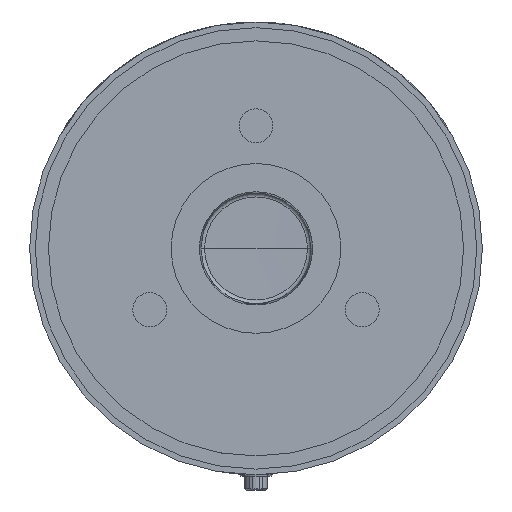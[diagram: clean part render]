
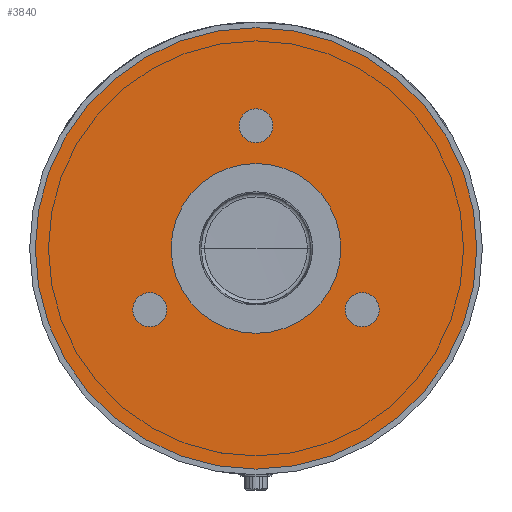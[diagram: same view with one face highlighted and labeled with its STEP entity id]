
A CAD part, front view. The second image highlights one B-rep face of the part: STEP entity #3840.
In plain terms, the highlighted planar face has unit normal (0, -1, 0).
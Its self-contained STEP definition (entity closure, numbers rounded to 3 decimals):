
#25 = EDGE_LOOP ( 'NONE', ( #929, #2963 ) ) ;
#33 = AXIS2_PLACEMENT_3D ( 'NONE', #1827, #1893, #4980 ) ;
#38 = EDGE_LOOP ( 'NONE', ( #899, #2906 ) ) ;
#125 = EDGE_CURVE ( 'NONE', #643, #4179, #3204, .T. ) ;
#139 = CIRCLE ( 'NONE', #5601, 4.5 ) ;
#148 = DIRECTION ( 'NONE',  ( 0., 1., 0. ) ) ;
#171 = CARTESIAN_POINT ( 'NONE',  ( 16.25, 0., 28.146 ) ) ;
#245 = CARTESIAN_POINT ( 'NONE',  ( -32.5, 0., -4.5 ) ) ;
#249 = CIRCLE ( 'NONE', #5223, 22.5 ) ;
#346 = VERTEX_POINT ( 'NONE', #4766 ) ;
#430 = EDGE_LOOP ( 'NONE', ( #2121, #2278 ) ) ;
#442 = FACE_OUTER_BOUND ( 'NONE', #1174, .T. ) ;
#588 = DIRECTION ( 'NONE',  ( 0., 0., 1. ) ) ;
#621 = CARTESIAN_POINT ( 'NONE',  ( 0., 0., 22.5 ) ) ;
#628 = VERTEX_POINT ( 'NONE', #3349 ) ;
#637 = DIRECTION ( 'NONE',  ( 0., 0., 1. ) ) ;
#643 = VERTEX_POINT ( 'NONE', #882 ) ;
#770 = DIRECTION ( 'NONE',  ( 0., 0., 1. ) ) ;
#778 = EDGE_CURVE ( 'NONE', #1147, #4018, #5359, .T. ) ;
#799 = CARTESIAN_POINT ( 'NONE',  ( 0., 0., 0. ) ) ;
#853 = EDGE_CURVE ( 'NONE', #4018, #1147, #4807, .T. ) ;
#879 = CARTESIAN_POINT ( 'NONE',  ( 0., 0., 58.5 ) ) ;
#882 = CARTESIAN_POINT ( 'NONE',  ( 0., 0., -22.5 ) ) ;
#899 = ORIENTED_EDGE ( 'NONE', *, *, #3410, .T. ) ;
#929 = ORIENTED_EDGE ( 'NONE', *, *, #778, .T. ) ;
#1027 = CIRCLE ( 'NONE', #4302, 58.5 ) ;
#1147 = VERTEX_POINT ( 'NONE', #245 ) ;
#1174 = EDGE_LOOP ( 'NONE', ( #3596, #3257 ) ) ;
#1354 = CIRCLE ( 'NONE', #33, 4.5 ) ;
#1427 = DIRECTION ( 'NONE',  ( 0., 0., 1. ) ) ;
#1440 = CARTESIAN_POINT ( 'NONE',  ( -32.5, 0., 4.5 ) ) ;
#1441 = DIRECTION ( 'NONE',  ( 0., 0., 1. ) ) ;
#1504 = DIRECTION ( 'NONE',  ( 0., 1., 0. ) ) ;
#1575 = EDGE_CURVE ( 'NONE', #4411, #4010, #3235, .T. ) ;
#1611 = DIRECTION ( 'NONE',  ( 0., 1., 0. ) ) ;
#1727 = AXIS2_PLACEMENT_3D ( 'NONE', #171, #2851, #3314 ) ;
#1827 = CARTESIAN_POINT ( 'NONE',  ( 16.25, 0., 28.146 ) ) ;
#1893 = DIRECTION ( 'NONE',  ( 0., 1., 0. ) ) ;
#1923 = CARTESIAN_POINT ( 'NONE',  ( 0., 0., 0. ) ) ;
#2010 = EDGE_LOOP ( 'NONE', ( #2767, #2195 ) ) ;
#2098 = DIRECTION ( 'NONE',  ( 0., 0., 1. ) ) ;
#2121 = ORIENTED_EDGE ( 'NONE', *, *, #3642, .T. ) ;
#2195 = ORIENTED_EDGE ( 'NONE', *, *, #4920, .T. ) ;
#2278 = ORIENTED_EDGE ( 'NONE', *, *, #1575, .T. ) ;
#2405 = AXIS2_PLACEMENT_3D ( 'NONE', #5353, #4469, #5290 ) ;
#2545 = CARTESIAN_POINT ( 'NONE',  ( 16.25, 0., -28.146 ) ) ;
#2597 = FACE_BOUND ( 'NONE', #430, .T. ) ;
#2600 = DIRECTION ( 'NONE',  ( 0., 1., 0. ) ) ;
#2767 = ORIENTED_EDGE ( 'NONE', *, *, #125, .T. ) ;
#2835 = EDGE_CURVE ( 'NONE', #346, #3825, #3613, .T. ) ;
#2839 = AXIS2_PLACEMENT_3D ( 'NONE', #3752, #5525, #3721 ) ;
#2851 = DIRECTION ( 'NONE',  ( 0., 1., 0. ) ) ;
#2906 = ORIENTED_EDGE ( 'NONE', *, *, #3933, .T. ) ;
#2963 = ORIENTED_EDGE ( 'NONE', *, *, #853, .T. ) ;
#2973 = CARTESIAN_POINT ( 'NONE',  ( 0., 0., 0. ) ) ;
#3021 = DIRECTION ( 'NONE',  ( 0., 0., 1. ) ) ;
#3043 = CARTESIAN_POINT ( 'NONE',  ( 16.25, 0., -28.146 ) ) ;
#3120 = FACE_BOUND ( 'NONE', #38, .T. ) ;
#3204 = CIRCLE ( 'NONE', #4418, 22.5 ) ;
#3235 = CIRCLE ( 'NONE', #5028, 4.5 ) ;
#3255 = DIRECTION ( 'NONE',  ( 0., 1., 0. ) ) ;
#3257 = ORIENTED_EDGE ( 'NONE', *, *, #5417, .F. ) ;
#3314 = DIRECTION ( 'NONE',  ( 0., 0., 1. ) ) ;
#3329 = CIRCLE ( 'NONE', #1727, 4.5 ) ;
#3349 = CARTESIAN_POINT ( 'NONE',  ( 16.25, 0., 23.646 ) ) ;
#3410 = EDGE_CURVE ( 'NONE', #628, #3565, #3329, .T. ) ;
#3505 = CARTESIAN_POINT ( 'NONE',  ( 16.25, 0., 32.646 ) ) ;
#3565 = VERTEX_POINT ( 'NONE', #3505 ) ;
#3596 = ORIENTED_EDGE ( 'NONE', *, *, #2835, .F. ) ;
#3613 = CIRCLE ( 'NONE', #4654, 58.5 ) ;
#3642 = EDGE_CURVE ( 'NONE', #4010, #4411, #139, .T. ) ;
#3721 = DIRECTION ( 'NONE',  ( 0., 0., 1. ) ) ;
#3752 = CARTESIAN_POINT ( 'NONE',  ( -32.5, 0., 0. ) ) ;
#3825 = VERTEX_POINT ( 'NONE', #879 ) ;
#3840 = ADVANCED_FACE ( 'NONE', ( #442, #4438, #5321, #2597, #3120 ), #4349, .F. ) ;
#3933 = EDGE_CURVE ( 'NONE', #3565, #628, #1354, .T. ) ;
#3960 = CARTESIAN_POINT ( 'NONE',  ( 16.25, 0., -23.646 ) ) ;
#4010 = VERTEX_POINT ( 'NONE', #5479 ) ;
#4018 = VERTEX_POINT ( 'NONE', #1440 ) ;
#4179 = VERTEX_POINT ( 'NONE', #621 ) ;
#4302 = AXIS2_PLACEMENT_3D ( 'NONE', #799, #5781, #770 ) ;
#4349 = PLANE ( 'NONE',  #2405 ) ;
#4411 = VERTEX_POINT ( 'NONE', #3960 ) ;
#4418 = AXIS2_PLACEMENT_3D ( 'NONE', #1923, #1504, #1441 ) ;
#4438 = FACE_BOUND ( 'NONE', #2010, .T. ) ;
#4469 = DIRECTION ( 'NONE',  ( 0., 1., 0. ) ) ;
#4550 = CARTESIAN_POINT ( 'NONE',  ( -32.5, 0., 0. ) ) ;
#4654 = AXIS2_PLACEMENT_3D ( 'NONE', #2973, #148, #588 ) ;
#4668 = DIRECTION ( 'NONE',  ( 0., 1., 0. ) ) ;
#4718 = AXIS2_PLACEMENT_3D ( 'NONE', #4550, #4668, #637 ) ;
#4766 = CARTESIAN_POINT ( 'NONE',  ( 0., 0., -58.5 ) ) ;
#4807 = CIRCLE ( 'NONE', #4718, 4.5 ) ;
#4920 = EDGE_CURVE ( 'NONE', #4179, #643, #249, .T. ) ;
#4980 = DIRECTION ( 'NONE',  ( 0., 0., 1. ) ) ;
#5028 = AXIS2_PLACEMENT_3D ( 'NONE', #2545, #2600, #2098 ) ;
#5223 = AXIS2_PLACEMENT_3D ( 'NONE', #5463, #3255, #1427 ) ;
#5290 = DIRECTION ( 'NONE',  ( 0., 0., 1. ) ) ;
#5321 = FACE_BOUND ( 'NONE', #25, .T. ) ;
#5353 = CARTESIAN_POINT ( 'NONE',  ( 0., 0., 0. ) ) ;
#5359 = CIRCLE ( 'NONE', #2839, 4.5 ) ;
#5417 = EDGE_CURVE ( 'NONE', #3825, #346, #1027, .T. ) ;
#5463 = CARTESIAN_POINT ( 'NONE',  ( 0., 0., 0. ) ) ;
#5479 = CARTESIAN_POINT ( 'NONE',  ( 16.25, 0., -32.646 ) ) ;
#5525 = DIRECTION ( 'NONE',  ( 0., 1., 0. ) ) ;
#5601 = AXIS2_PLACEMENT_3D ( 'NONE', #3043, #1611, #3021 ) ;
#5781 = DIRECTION ( 'NONE',  ( 0., 1., 0. ) ) ;
